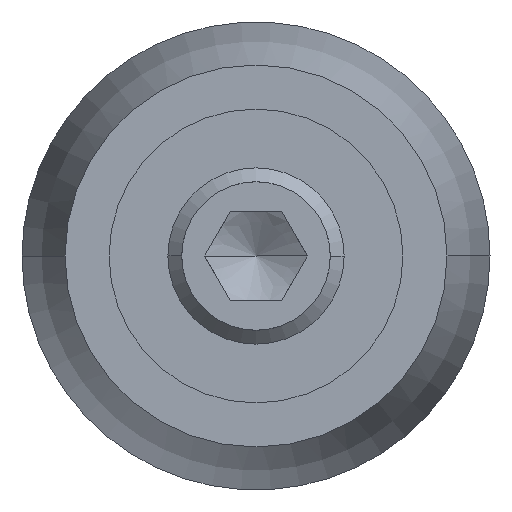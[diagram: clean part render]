
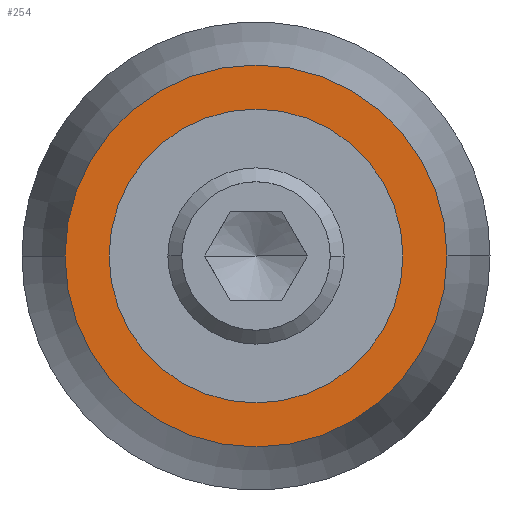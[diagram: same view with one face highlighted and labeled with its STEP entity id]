
A CAD part, left-side view. The second image highlights one B-rep face of the part: STEP entity #254.
In plain terms, the highlighted planar face has unit normal (-1, 0, 0).
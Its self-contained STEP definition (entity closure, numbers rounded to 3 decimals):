
#160=EDGE_CURVE('',#370,#228,#437,.T.);
#182=EDGE_CURVE('',#358,#406,#463,.T.);
#228=VERTEX_POINT('',#519);
#254=ADVANCED_FACE('',(#545,#546),#547,.T.);
#330=EDGE_CURVE('',#406,#358,#626,.T.);
#358=VERTEX_POINT('',#658);
#370=VERTEX_POINT('',#671);
#406=VERTEX_POINT('',#712);
#408=EDGE_CURVE('',#228,#370,#714,.T.);
#437=CIRCLE('',#736,10.0);
#463=CIRCLE('',#776,13.0);
#519=CARTESIAN_POINT('',(10.5,10.,0.));
#545=FACE_OUTER_BOUND('',#902,.T.);
#546=FACE_BOUND('',#903,.T.);
#547=PLANE('',#904);
#626=CIRCLE('',#1029,13.0);
#658=CARTESIAN_POINT('',(10.5,13.0,0.));
#671=CARTESIAN_POINT('',(10.5,-10.,0.));
#712=CARTESIAN_POINT('',(10.5,-13.,0.));
#714=CIRCLE('',#1151,10.0);
#736=AXIS2_PLACEMENT_3D('',#1167,#1168,#1169);
#776=AXIS2_PLACEMENT_3D('',#1212,#1213,#1214);
#902=EDGE_LOOP('',(#1323,#1324));
#903=EDGE_LOOP('',(#1325,#1326));
#904=AXIS2_PLACEMENT_3D('',#1327,#1328,#1329);
#1029=AXIS2_PLACEMENT_3D('',#1379,#1380,#1381);
#1151=AXIS2_PLACEMENT_3D('',#1500,#1501,#1502);
#1167=CARTESIAN_POINT('',(10.5,0.,0.));
#1168=DIRECTION('',(1.0,0.0,-0.0));
#1169=DIRECTION('',(0.0,1.0,0.));
#1212=CARTESIAN_POINT('',(10.5,0.,0.));
#1213=DIRECTION('',(1.0,0.0,-0.0));
#1214=DIRECTION('',(0.0,1.0,0.));
#1323=ORIENTED_EDGE('',*,*,#182,.F.);
#1324=ORIENTED_EDGE('',*,*,#330,.F.);
#1325=ORIENTED_EDGE('',*,*,#408,.T.);
#1326=ORIENTED_EDGE('',*,*,#160,.T.);
#1327=CARTESIAN_POINT('',(10.5,11.5,0.));
#1328=DIRECTION('',(-1.0,0.0,0.0));
#1329=DIRECTION('',(0.0,-1.0,0.));
#1379=CARTESIAN_POINT('',(10.5,0.,0.));
#1380=DIRECTION('',(1.0,0.0,-0.0));
#1381=DIRECTION('',(0.0,1.0,0.));
#1500=CARTESIAN_POINT('',(10.5,0.,0.));
#1501=DIRECTION('',(1.0,0.0,-0.0));
#1502=DIRECTION('',(0.0,1.0,0.));
